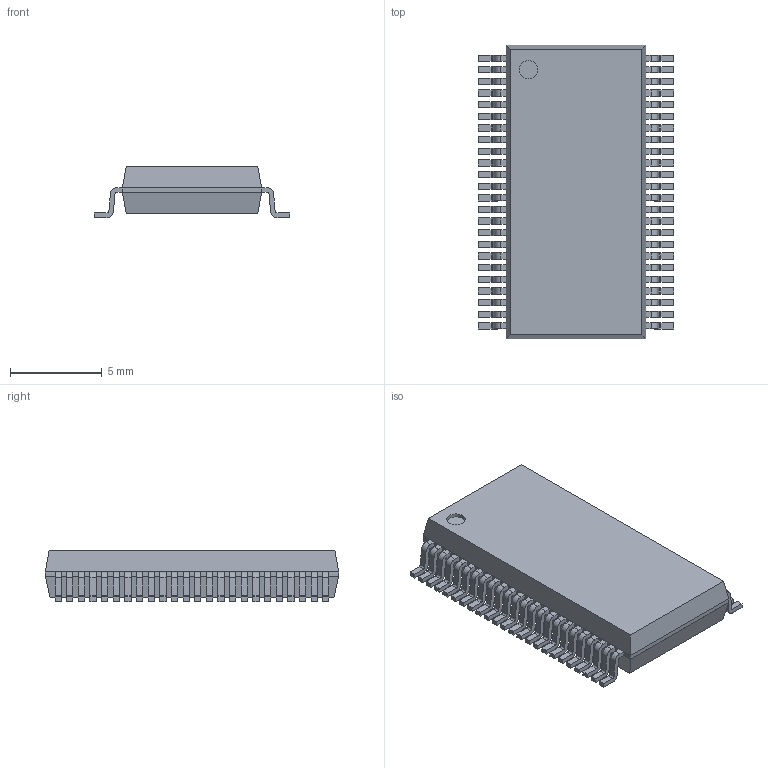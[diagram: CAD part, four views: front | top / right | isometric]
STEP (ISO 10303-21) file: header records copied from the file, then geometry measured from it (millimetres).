
FILE_DESCRIPTION((''),'2;1');
FILE_NAME('SOP63P1035X279-48N.stp','2008-11-21T16:13:19',(''),(''),'Mechanical Desktop 2009','Mechanical Desktop 2009',', , ');
FILE_SCHEMA(('AUTOMOTIVE_DESIGN { 1 2 10303 214 1 1 1 1 }'));
Length unit declared in the file: millimetre
Products named in the file (1): Product
Bounding box: 10.67 x 16 x 2.79 mm (x, y, z)
Volume: 313.5 mm3; surface area: 504.1 mm2
Topology: 49 solids, 49 shells, 695 faces, 1784 edges, 1188 vertices
Faces by surface type: plane 498, cylinder 194, bspline 3
Entity records: 21018 total; most frequent: CARTESIAN_POINT 3677, ORIENTED_EDGE 3568, DIRECTION 3558, EDGE_CURVE 1784, VECTOR 1396, LINE 1396, VERTEX_POINT 1188, AXIS2_PLACEMENT_3D 1081
